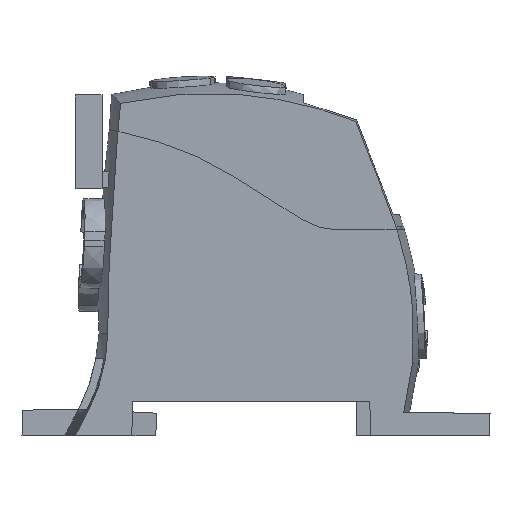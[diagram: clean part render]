
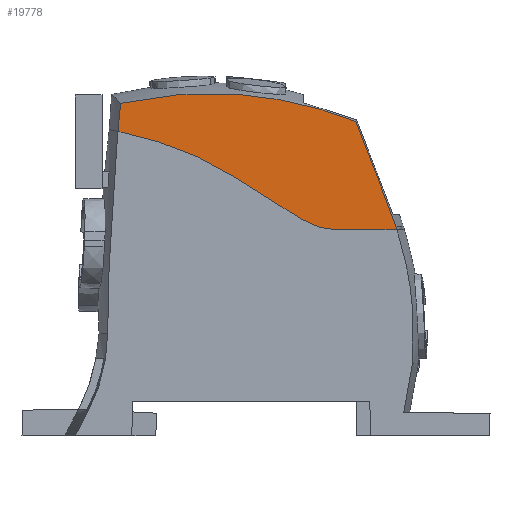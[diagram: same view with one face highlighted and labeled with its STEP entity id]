
A CAD part, left-side view. The second image highlights one B-rep face of the part: STEP entity #19778.
In plain terms, the highlighted planar face has unit normal (-1, 0, -0.005).
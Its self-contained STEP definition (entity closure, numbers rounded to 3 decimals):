
#19668=AXIS2_PLACEMENT_3D('Plane Axis2P3D',#19665,#19666,#19667) ;
#19614=CARTESIAN_POINT('Control Point',(0.029,55.651,45.552)) ;
#19615=CARTESIAN_POINT('Control Point',(0.034,50.985,44.659)) ;
#19616=CARTESIAN_POINT('Control Point',(0.041,46.43,43.187)) ;
#19617=CARTESIAN_POINT('Control Point',(0.052,42.096,41.156)) ;
#19618=CARTESIAN_POINT('Control Point',(0.065,38.075,38.626)) ;
#19619=CARTESIAN_POINT('Vertex',(0.029,55.651,45.552)) ;
#19621=CARTESIAN_POINT('Vertex',(0.065,38.075,38.626)) ;
#19665=CARTESIAN_POINT('Axis2P3D Location',(0.168,57.,19.)) ;
#19670=CARTESIAN_POINT('Line Origine',(0.082,33.082,35.484)) ;
#19674=CARTESIAN_POINT('Vertex',(0.098,28.089,32.342)) ;
#19678=CARTESIAN_POINT('Control Point',(0.106,22.763,30.806)) ;
#19679=CARTESIAN_POINT('Control Point',(0.106,23.693,30.806)) ;
#19680=CARTESIAN_POINT('Control Point',(0.105,24.622,30.914)) ;
#19681=CARTESIAN_POINT('Control Point',(0.104,25.535,31.13)) ;
#19682=CARTESIAN_POINT('Control Point',(0.102,26.598,31.516)) ;
#19683=CARTESIAN_POINT('Control Point',(0.1,27.59,32.044)) ;
#19684=CARTESIAN_POINT('Control Point',(0.099,27.759,32.14)) ;
#19685=CARTESIAN_POINT('Control Point',(0.099,27.925,32.239)) ;
#19686=CARTESIAN_POINT('Control Point',(0.098,28.089,32.342)) ;
#19687=CARTESIAN_POINT('Vertex',(0.106,22.763,30.806)) ;
#19690=CARTESIAN_POINT('Line Origine',(0.106,18.333,30.806)) ;
#19694=CARTESIAN_POINT('Vertex',(0.106,13.903,30.806)) ;
#19698=CARTESIAN_POINT('Control Point',(0.103,14.068,31.314)) ;
#19699=CARTESIAN_POINT('Control Point',(0.104,14.035,31.213)) ;
#19700=CARTESIAN_POINT('Control Point',(0.104,14.002,31.111)) ;
#19701=CARTESIAN_POINT('Control Point',(0.105,13.969,31.009)) ;
#19702=CARTESIAN_POINT('Control Point',(0.106,13.936,30.908)) ;
#19703=CARTESIAN_POINT('Control Point',(0.106,13.903,30.806)) ;
#19704=CARTESIAN_POINT('Vertex',(0.103,14.07,31.314)) ;
#19708=CARTESIAN_POINT('Control Point',(0.062,17.036,39.192)) ;
#19709=CARTESIAN_POINT('Control Point',(0.071,16.404,37.572)) ;
#19710=CARTESIAN_POINT('Control Point',(0.079,15.77,35.952)) ;
#19711=CARTESIAN_POINT('Control Point',(0.086,15.228,34.594)) ;
#19712=CARTESIAN_POINT('Control Point',(0.095,14.616,32.965)) ;
#19713=CARTESIAN_POINT('Control Point',(0.103,14.07,31.314)) ;
#19714=CARTESIAN_POINT('Vertex',(0.062,17.036,39.192)) ;
#19718=CARTESIAN_POINT('Control Point',(0.021,20.09,47.037)) ;
#19719=CARTESIAN_POINT('Control Point',(0.029,19.48,45.467)) ;
#19720=CARTESIAN_POINT('Control Point',(0.037,18.865,43.9)) ;
#19721=CARTESIAN_POINT('Control Point',(0.046,18.254,42.331)) ;
#19722=CARTESIAN_POINT('Control Point',(0.054,17.647,40.761)) ;
#19723=CARTESIAN_POINT('Control Point',(0.062,17.036,39.192)) ;
#19724=CARTESIAN_POINT('Vertex',(0.021,20.09,47.037)) ;
#19728=CARTESIAN_POINT('Control Point',(0.,37.473,51.048)) ;
#19729=CARTESIAN_POINT('Control Point',(0.001,33.902,50.775)) ;
#19730=CARTESIAN_POINT('Control Point',(0.004,30.351,50.233)) ;
#19731=CARTESIAN_POINT('Control Point',(0.009,26.847,49.425)) ;
#19732=CARTESIAN_POINT('Control Point',(0.014,23.418,48.356)) ;
#19733=CARTESIAN_POINT('Control Point',(0.021,20.09,47.037)) ;
#19734=CARTESIAN_POINT('Vertex',(0.,37.473,51.048)) ;
#19738=CARTESIAN_POINT('Control Point',(0.,46.376,51.059)) ;
#19739=CARTESIAN_POINT('Control Point',(-0.001,44.598,51.19)) ;
#19740=CARTESIAN_POINT('Control Point',(-0.001,42.816,51.255)) ;
#19741=CARTESIAN_POINT('Control Point',(-0.001,41.032,51.253)) ;
#19742=CARTESIAN_POINT('Control Point',(-0.001,39.25,51.183)) ;
#19743=CARTESIAN_POINT('Control Point',(0.,37.473,51.048)) ;
#19744=CARTESIAN_POINT('Vertex',(0.,46.376,51.059)) ;
#19748=CARTESIAN_POINT('Control Point',(0.007,55.236,49.729)) ;
#19749=CARTESIAN_POINT('Control Point',(0.005,53.488,50.128)) ;
#19750=CARTESIAN_POINT('Control Point',(0.003,51.724,50.46)) ;
#19751=CARTESIAN_POINT('Control Point',(0.002,49.948,50.727)) ;
#19752=CARTESIAN_POINT('Control Point',(0.001,48.164,50.927)) ;
#19753=CARTESIAN_POINT('Control Point',(0.,46.376,51.059)) ;
#19754=CARTESIAN_POINT('Vertex',(0.007,55.236,49.729)) ;
#19758=CARTESIAN_POINT('Control Point',(0.029,55.651,45.552)) ;
#19759=CARTESIAN_POINT('Control Point',(0.024,55.571,46.387)) ;
#19760=CARTESIAN_POINT('Control Point',(0.02,55.489,47.223)) ;
#19761=CARTESIAN_POINT('Control Point',(0.016,55.405,48.058)) ;
#19762=CARTESIAN_POINT('Control Point',(0.011,55.32,48.893)) ;
#19763=CARTESIAN_POINT('Control Point',(0.007,55.236,49.729)) ;
#19666=DIRECTION('Axis2P3D Direction',(1.,0.,0.005)) ;
#19667=DIRECTION('Axis2P3D XDirection',(0.,-1.,0.)) ;
#19671=DIRECTION('Vector Direction',(-0.003,0.846,0.533)) ;
#19691=DIRECTION('Vector Direction',(0.,1.,0.)) ;
#19672=VECTOR('Line Direction',#19671,1.) ;
#19692=VECTOR('Line Direction',#19691,1.) ;
#19766=ORIENTED_EDGE('',*,*,#19623,.T.) ;
#19767=ORIENTED_EDGE('',*,*,#19676,.F.) ;
#19768=ORIENTED_EDGE('',*,*,#19689,.F.) ;
#19769=ORIENTED_EDGE('',*,*,#19696,.F.) ;
#19770=ORIENTED_EDGE('',*,*,#19706,.F.) ;
#19771=ORIENTED_EDGE('',*,*,#19716,.F.) ;
#19772=ORIENTED_EDGE('',*,*,#19726,.F.) ;
#19773=ORIENTED_EDGE('',*,*,#19736,.F.) ;
#19774=ORIENTED_EDGE('',*,*,#19746,.F.) ;
#19775=ORIENTED_EDGE('',*,*,#19756,.F.) ;
#19776=ORIENTED_EDGE('',*,*,#19764,.F.) ;
#19778=ADVANCED_FACE('Koerper.2.1',(#19777),#19669,.F.) ;
#19613=B_SPLINE_CURVE_WITH_KNOTS('',4,(#19614,#19615,#19616,#19617,#19618),.UNSPECIFIED.,.F.,.U.,(5,5),(0.,26.922),.UNSPECIFIED.) ;
#19677=B_SPLINE_CURVE_WITH_KNOTS('',5,(#19678,#19679,#19680,#19681,#19682,#19683,#19684,#19685,#19686),.UNSPECIFIED.,.F.,.U.,(6,3,6),(0.,6.585,7.958),.UNSPECIFIED.) ;
#19697=B_SPLINE_CURVE_WITH_KNOTS('',5,(#19698,#19699,#19700,#19701,#19702,#19703),.UNSPECIFIED.,.F.,.U.,(6,6),(0.,0.756),.UNSPECIFIED.) ;
#19707=B_SPLINE_CURVE_WITH_KNOTS('',5,(#19708,#19709,#19710,#19711,#19712,#19713),.UNSPECIFIED.,.F.,.U.,(6,6),(0.,12.1),.UNSPECIFIED.) ;
#19717=B_SPLINE_CURVE_WITH_KNOTS('',5,(#19718,#19719,#19720,#19721,#19722,#19723),.UNSPECIFIED.,.F.,.U.,(6,6),(0.,11.905),.UNSPECIFIED.) ;
#19727=B_SPLINE_CURVE_WITH_KNOTS('',5,(#19728,#19729,#19730,#19731,#19732,#19733),.UNSPECIFIED.,.F.,.U.,(6,6),(0.,25.349),.UNSPECIFIED.) ;
#19737=B_SPLINE_CURVE_WITH_KNOTS('',5,(#19738,#19739,#19740,#19741,#19742,#19743),.UNSPECIFIED.,.F.,.U.,(6,6),(0.,12.606),.UNSPECIFIED.) ;
#19747=B_SPLINE_CURVE_WITH_KNOTS('',5,(#19748,#19749,#19750,#19751,#19752,#19753),.UNSPECIFIED.,.F.,.U.,(6,6),(0.,12.685),.UNSPECIFIED.) ;
#19757=B_SPLINE_CURVE_WITH_KNOTS('',5,(#19758,#19759,#19760,#19761,#19762,#19763),.UNSPECIFIED.,.F.,.U.,(6,6),(0.,5.936),.UNSPECIFIED.) ;
#19623=EDGE_CURVE('',#19620,#19622,#19613,.T.) ;
#19676=EDGE_CURVE('',#19675,#19622,#19673,.T.) ;
#19689=EDGE_CURVE('',#19688,#19675,#19677,.T.) ;
#19696=EDGE_CURVE('',#19695,#19688,#19693,.T.) ;
#19706=EDGE_CURVE('',#19705,#19695,#19697,.T.) ;
#19716=EDGE_CURVE('',#19715,#19705,#19707,.T.) ;
#19726=EDGE_CURVE('',#19725,#19715,#19717,.T.) ;
#19736=EDGE_CURVE('',#19735,#19725,#19727,.T.) ;
#19746=EDGE_CURVE('',#19745,#19735,#19737,.T.) ;
#19756=EDGE_CURVE('',#19755,#19745,#19747,.T.) ;
#19764=EDGE_CURVE('',#19620,#19755,#19757,.T.) ;
#19765=EDGE_LOOP('',(#19766,#19767,#19768,#19769,#19770,#19771,#19772,#19773,#19774,#19775,#19776)) ;
#19777=FACE_OUTER_BOUND('',#19765,.T.) ;
#19673=LINE('Line',#19670,#19672) ;
#19693=LINE('Line',#19690,#19692) ;
#19669=PLANE('',#19668) ;
#19620=VERTEX_POINT('',#19619) ;
#19622=VERTEX_POINT('',#19621) ;
#19675=VERTEX_POINT('',#19674) ;
#19688=VERTEX_POINT('',#19687) ;
#19695=VERTEX_POINT('',#19694) ;
#19705=VERTEX_POINT('',#19704) ;
#19715=VERTEX_POINT('',#19714) ;
#19725=VERTEX_POINT('',#19724) ;
#19735=VERTEX_POINT('',#19734) ;
#19745=VERTEX_POINT('',#19744) ;
#19755=VERTEX_POINT('',#19754) ;
